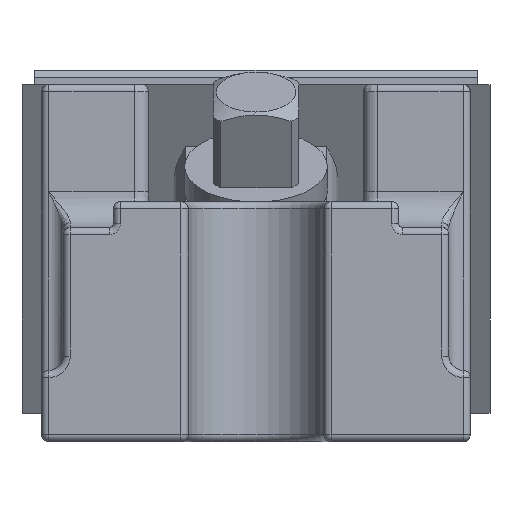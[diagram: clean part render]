
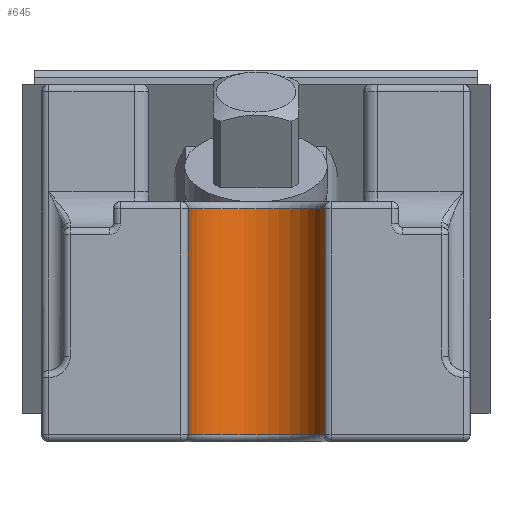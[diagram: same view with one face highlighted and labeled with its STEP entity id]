
A CAD part, left-side view. The second image highlights one B-rep face of the part: STEP entity #645.
In plain terms, the highlighted cylindrical face has radius 9.5 mm (diameter 19 mm), a partial arc.
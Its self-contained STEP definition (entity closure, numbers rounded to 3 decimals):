
#645=ADVANCED_FACE('',(#1075),#926,.F.);
#926=CYLINDRICAL_SURFACE('',#5782,9.5);
#1075=FACE_OUTER_BOUND('',#1399,.T.);
#1399=EDGE_LOOP('',(#2946,#2947,#2948,#2949));
#1861=LINE('',#8787,#2286);
#1863=LINE('',#8791,#2288);
#2286=VECTOR('',#6774,1.);
#2288=VECTOR('',#6778,1.);
#2946=ORIENTED_EDGE('',*,*,#4854,.F.);
#2947=ORIENTED_EDGE('',*,*,#4860,.T.);
#2948=ORIENTED_EDGE('',*,*,#4856,.T.);
#2949=ORIENTED_EDGE('',*,*,#4861,.T.);
#4308=VERTEX_POINT('',#8786);
#4309=VERTEX_POINT('',#8788);
#4310=VERTEX_POINT('',#8792);
#4311=VERTEX_POINT('',#8793);
#4854=EDGE_CURVE('',#4308,#4309,#1861,.T.);
#4856=EDGE_CURVE('',#4310,#4311,#1863,.T.);
#4860=EDGE_CURVE('',#4308,#4310,#5415,.T.);
#4861=EDGE_CURVE('',#4311,#4309,#5416,.T.);
#5415=CIRCLE('',#5780,9.5);
#5416=CIRCLE('',#5781,9.5);
#5780=AXIS2_PLACEMENT_3D('',#8800,#6784,#6785);
#5781=AXIS2_PLACEMENT_3D('',#8801,#6786,#6787);
#5782=AXIS2_PLACEMENT_3D('',#8802,#6788,#6789);
#6774=DIRECTION('',(0.,0.,1.));
#6778=DIRECTION('',(0.,0.,1.));
#6784=DIRECTION('',(0.,0.,-1.));
#6785=DIRECTION('',(-1.,0.,0.));
#6786=DIRECTION('',(0.,0.,1.));
#6787=DIRECTION('',(1.,0.,0.));
#6788=DIRECTION('',(0.,0.,1.));
#6789=DIRECTION('',(1.,0.,0.));
#8786=CARTESIAN_POINT('',(39.33,42.5,43.));
#8787=CARTESIAN_POINT('',(39.33,42.5,75.6));
#8788=CARTESIAN_POINT('',(39.33,42.5,74.6));
#8791=CARTESIAN_POINT('',(39.33,23.5,75.6));
#8792=CARTESIAN_POINT('',(39.33,23.5,43.));
#8793=CARTESIAN_POINT('',(39.33,23.5,74.6));
#8800=CARTESIAN_POINT('',(39.33,33.,43.));
#8801=CARTESIAN_POINT('',(39.33,33.,74.6));
#8802=CARTESIAN_POINT('',(39.33,33.,75.6));
